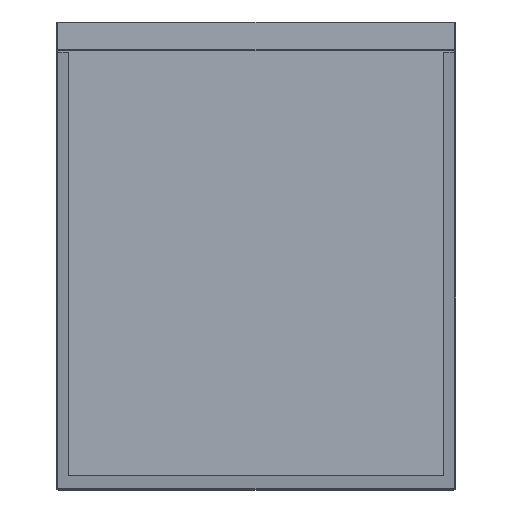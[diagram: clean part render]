
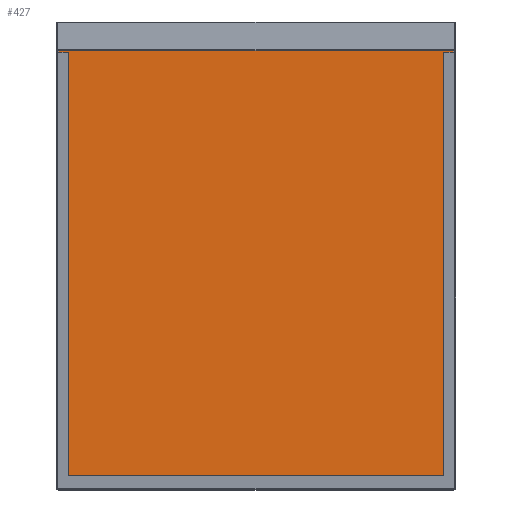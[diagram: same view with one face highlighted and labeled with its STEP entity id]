
A CAD part, top view. The second image highlights one B-rep face of the part: STEP entity #427.
In plain terms, the highlighted planar face has unit normal (0, 0, 1).
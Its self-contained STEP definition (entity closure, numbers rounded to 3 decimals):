
#27 = CARTESIAN_POINT ( 'NONE',  ( 0., 0., 2. ) ) ;
#58 = CARTESIAN_POINT ( 'NONE',  ( 2., 2., 2. ) ) ;
#192 = DIRECTION ( 'NONE',  ( 0., -1., 0. ) ) ;
#226 = CARTESIAN_POINT ( 'NONE',  ( 0., 408., 2. ) ) ;
#343 = LINE ( 'NONE', #226, #1822 ) ;
#347 = VECTOR ( 'NONE', #192, 1000. ) ;
#373 = CARTESIAN_POINT ( 'NONE',  ( 348., 0., 2. ) ) ;
#427 = ADVANCED_FACE ( 'NONE', ( #2126 ), #2123, .F. ) ;
#457 = ORIENTED_EDGE ( 'NONE', *, *, #1522, .T. ) ;
#504 = DIRECTION ( 'NONE',  ( 1., 0., 0. ) ) ;
#582 = VERTEX_POINT ( 'NONE', #58 ) ;
#584 = VECTOR ( 'NONE', #1613, 1000. ) ;
#609 = LINE ( 'NONE', #666, #1132 ) ;
#666 = CARTESIAN_POINT ( 'NONE',  ( 0., 2., 2. ) ) ;
#786 = VERTEX_POINT ( 'NONE', #1348 ) ;
#879 = DIRECTION ( 'NONE',  ( -1., 0., 0. ) ) ;
#894 = EDGE_CURVE ( 'NONE', #786, #582, #2069, .T. ) ;
#930 = CARTESIAN_POINT ( 'NONE',  ( 348., 2., 2. ) ) ;
#952 = ORIENTED_EDGE ( 'NONE', *, *, #1373, .T. ) ;
#1044 = CARTESIAN_POINT ( 'NONE',  ( 2., 0., 2. ) ) ;
#1057 = VERTEX_POINT ( 'NONE', #1664 ) ;
#1062 = ORIENTED_EDGE ( 'NONE', *, *, #894, .T. ) ;
#1096 = ORIENTED_EDGE ( 'NONE', *, *, #2226, .T. ) ;
#1132 = VECTOR ( 'NONE', #504, 1000. ) ;
#1348 = CARTESIAN_POINT ( 'NONE',  ( 2., 408., 2. ) ) ;
#1373 = EDGE_CURVE ( 'NONE', #582, #1698, #609, .T. ) ;
#1458 = DIRECTION ( 'NONE',  ( -1., 0., 0. ) ) ;
#1522 = EDGE_CURVE ( 'NONE', #1698, #1057, #2198, .T. ) ;
#1613 = DIRECTION ( 'NONE',  ( 0., 1., 0. ) ) ;
#1664 = CARTESIAN_POINT ( 'NONE',  ( 348., 408., 2. ) ) ;
#1698 = VERTEX_POINT ( 'NONE', #930 ) ;
#1822 = VECTOR ( 'NONE', #1458, 1000. ) ;
#1916 = EDGE_LOOP ( 'NONE', ( #1062, #952, #457, #1096 ) ) ;
#1962 = DIRECTION ( 'NONE',  ( 0., 0., -1. ) ) ;
#1996 = AXIS2_PLACEMENT_3D ( 'NONE', #27, #1962, #879 ) ;
#2069 = LINE ( 'NONE', #1044, #347 ) ;
#2123 = PLANE ( 'NONE',  #1996 ) ;
#2126 = FACE_OUTER_BOUND ( 'NONE', #1916, .T. ) ;
#2198 = LINE ( 'NONE', #373, #584 ) ;
#2226 = EDGE_CURVE ( 'NONE', #1057, #786, #343, .T. ) ;
